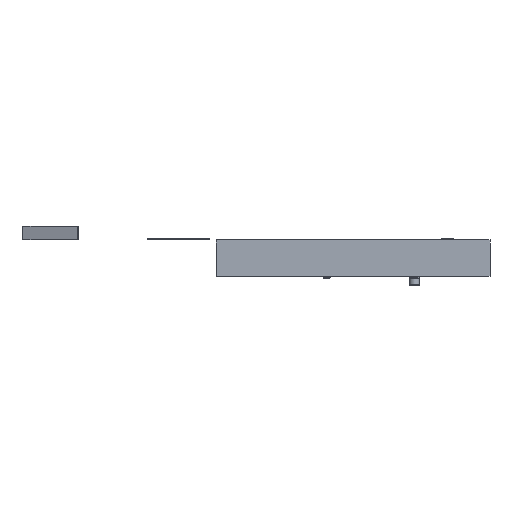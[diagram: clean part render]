
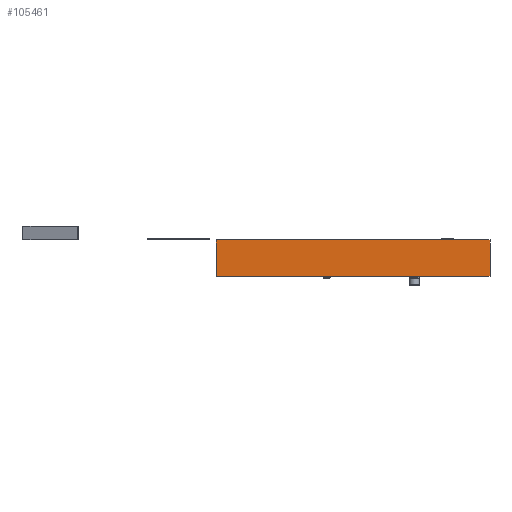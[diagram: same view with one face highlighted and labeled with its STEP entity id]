
A CAD part, left-side view. The second image highlights one B-rep face of the part: STEP entity #105461.
In plain terms, the highlighted planar face has unit normal (-1, 0, 0).
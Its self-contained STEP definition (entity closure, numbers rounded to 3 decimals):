
#3913=FACE_OUTER_BOUND('',#9489,.T.);
#9489=EDGE_LOOP('',(#69777,#69778,#69779,#69780));
#15803=LINE('',#149400,#29873);
#15807=LINE('',#149409,#29877);
#15875=LINE('',#149671,#29945);
#15876=LINE('',#149673,#29946);
#29873=VECTOR('',#121115,304.8);
#29877=VECTOR('',#121121,304.8);
#29945=VECTOR('',#121321,304.8);
#29946=VECTOR('',#121324,304.8);
#43943=VERTEX_POINT('',#149397);
#43944=VERTEX_POINT('',#149399);
#43947=VERTEX_POINT('',#149406);
#43948=VERTEX_POINT('',#149408);
#54169=EDGE_CURVE('',#43943,#43944,#15803,.T.);
#54173=EDGE_CURVE('',#43947,#43948,#15807,.T.);
#54305=EDGE_CURVE('',#43948,#43943,#15875,.T.);
#54306=EDGE_CURVE('',#43947,#43944,#15876,.T.);
#69777=ORIENTED_EDGE('',*,*,#54169,.F.);
#69778=ORIENTED_EDGE('',*,*,#54305,.F.);
#69779=ORIENTED_EDGE('',*,*,#54173,.F.);
#69780=ORIENTED_EDGE('',*,*,#54306,.T.);
#100569=PLANE('',#114070);
#105461=ADVANCED_FACE('',(#3913),#100569,.T.);
#114070=AXIS2_PLACEMENT_3D('',#149672,#121322,#121323);
#121115=DIRECTION('',(0.,1.,0.));
#121121=DIRECTION('',(0.,-1.,0.));
#121321=DIRECTION('',(0.,0.,-1.));
#121322=DIRECTION('center_axis',(-1.,0.,0.));
#121323=DIRECTION('ref_axis',(0.,0.,1.));
#121324=DIRECTION('',(0.,0.,-1.));
#149397=CARTESIAN_POINT('',(2291.706,6592.168,-400.));
#149399=CARTESIAN_POINT('',(2291.706,9592.168,-400.));
#149400=CARTESIAN_POINT('',(2291.706,6592.168,-400.));
#149406=CARTESIAN_POINT('',(2291.706,9592.168,0.));
#149408=CARTESIAN_POINT('',(2291.706,6592.168,0.));
#149409=CARTESIAN_POINT('',(2291.706,9592.168,0.));
#149671=CARTESIAN_POINT('',(2291.706,6592.168,-400.));
#149672=CARTESIAN_POINT('Origin',(2291.706,6592.168,-400.));
#149673=CARTESIAN_POINT('',(2291.706,9592.168,-400.));
